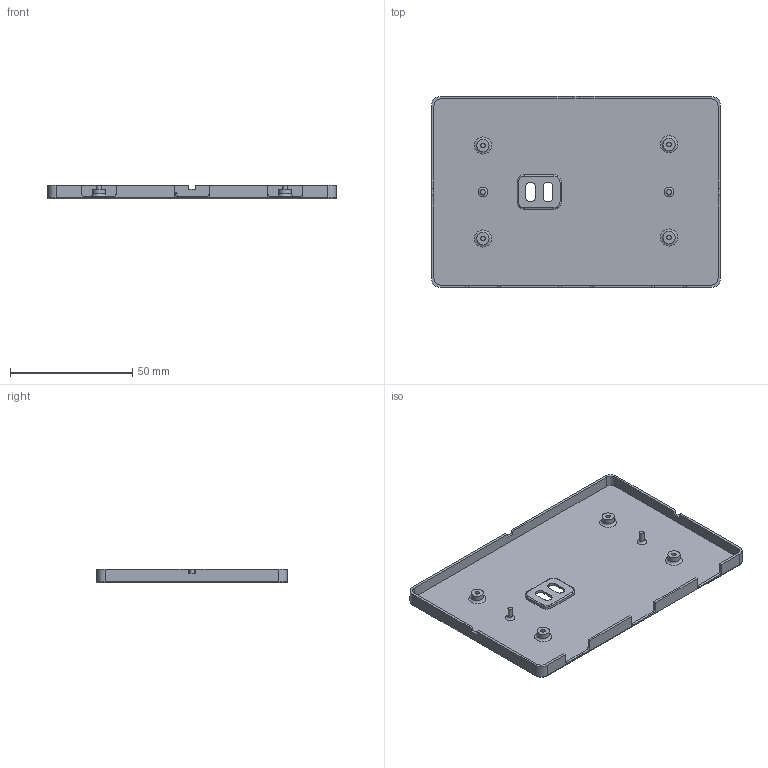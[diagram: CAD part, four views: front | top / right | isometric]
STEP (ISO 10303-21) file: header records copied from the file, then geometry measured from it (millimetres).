
FILE_DESCRIPTION(('FreeCAD Model'),'2;1');
FILE_NAME('Open CASCADE Shape Model','2023-02-18T17:43:30',(''),(''), 'Open CASCADE STEP processor 7.6','FreeCAD','Unknown');
FILE_SCHEMA(('AUTOMOTIVE_DESIGN { 1 0 10303 214 1 1 1 1 }'));
Length unit declared in the file: millimetre
Products named in the file (2): Part; Body
Assembly tree (1 placements, depth 2):
  Part
    Body
Bounding box: 118 x 78 x 5.6 mm (x, y, z)
Volume: 10997.6 mm3; surface area: 22169.5 mm2
Topology: 1 solids, 1 shells, 149 faces, 355 edges, 220 vertices
Faces by surface type: plane 69, cylinder 58, torus 22
Full cylindrical faces by diameter (mm): 1.8 x4, 1.9 x2, 5 x4
Entity records: 8998 total; most frequent: CARTESIAN_POINT 1520, DIRECTION 1497, LINE 837, VECTOR 837, ORIENTED_EDGE 710, PCURVE 710, DEFINITIONAL_REPRESENTATION 710, EDGE_CURVE 355
